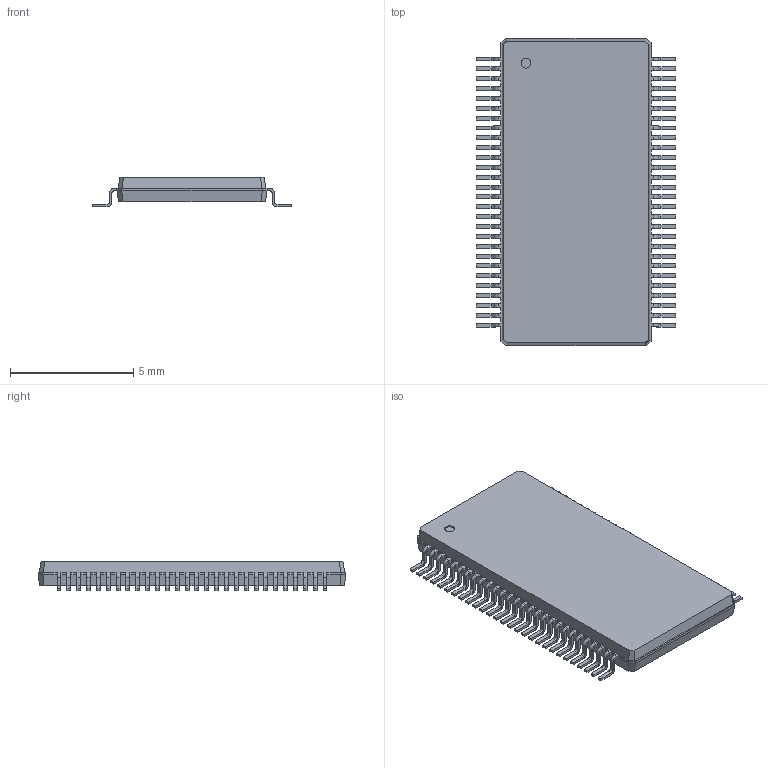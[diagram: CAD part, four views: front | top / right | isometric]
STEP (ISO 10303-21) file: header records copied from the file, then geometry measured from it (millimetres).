
FILE_DESCRIPTION(/* description */ ('model of TSSOP-56_6.1x12.5mm_P0.4mm'),/* implementation_level */ '2;1');
FILE_NAME(/* name */ 'TSSOP-56_6.1x12.5mm_P0.4mm.step',/* time_stamp */ '2020-02-14T17:21:05',/* author */ ('kicad StepUp','ksu'),/* organization */ ('FreeCAD'),/* preprocessor_version */ 'OCC',/* originating_system */ 'kicad StepUp',/* authorisation */ '');
FILE_SCHEMA(('AUTOMOTIVE_DESIGN { 1 0 10303 214 1 1 1 1 }'));
Length unit declared in the file: millimetre
Products named in the file (1): TSSOP_56_61x125mm_P04mm
Bounding box: 8.1 x 12.5 x 1.2 mm (x, y, z)
Volume: 75.5 mm3; surface area: 228.3 mm2
Topology: 1 solids, 1 shells, 876 faces, 2371 edges, 1498 vertices
Faces by surface type: plane 571, cylinder 225, bspline 80
Full cylindrical faces by diameter (mm): 0.4 x1
Entity records: 33175 total; most frequent: CARTESIAN_POINT 5018, ORIENTED_EDGE 4742, DIRECTION 4383, EDGE_CURVE 2371, LINE 1889, VECTOR 1889, VERTEX_POINT 1498, AXIS2_PLACEMENT_3D 1247
